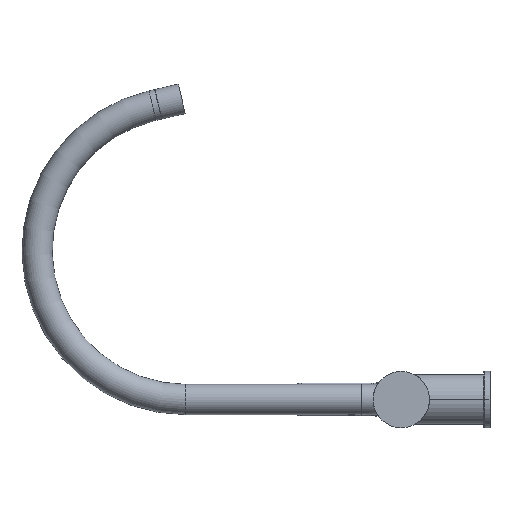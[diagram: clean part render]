
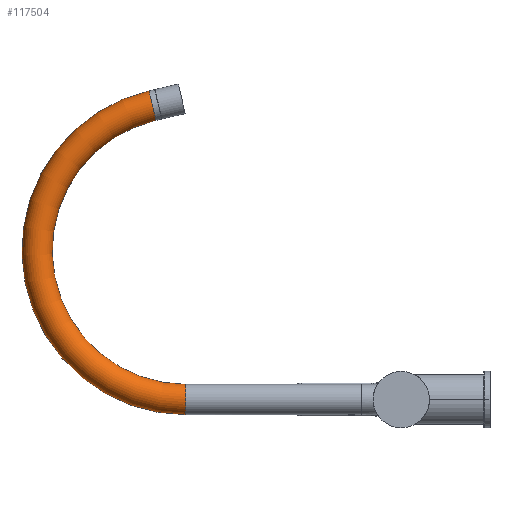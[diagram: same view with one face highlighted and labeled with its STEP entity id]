
A CAD part, left-side view. The second image highlights one B-rep face of the part: STEP entity #117504.
In plain terms, the highlighted toroidal (fillet/blend) face has major radius 118 mm and minor radius 12 mm.
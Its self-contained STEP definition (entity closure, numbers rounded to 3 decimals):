
#102057=CARTESIAN_POINT('',(0.,197.1,
232.976));
#102058=DIRECTION('',(0.,-0.974,0.225));
#102059=DIRECTION('',(0.,0.225,0.974));
#102060=AXIS2_PLACEMENT_3D('',#102057,#102058,#102059);
#102066=CARTESIAN_POINT('',(0.,170.555,0.));
#102067=DIRECTION('',(0.,1.,0.));
#102068=DIRECTION('',(0.,0.,-1.));
#102069=AXIS2_PLACEMENT_3D('',#102066,#102067,#102068);
#102071=CARTESIAN_POINT('',(0.,170.555,118.));
#102072=DIRECTION('',(1.,0.,0.));
#102073=DIRECTION('',(0.,0.,-1.));
#102074=AXIS2_PLACEMENT_3D('',#102071,#102072,#102073);
#106818=CARTESIAN_POINT('',(0.,170.555,118.));
#106819=DIRECTION('',(1.,0.,0.));
#106820=DIRECTION('',(0.,0.,-1.));
#106821=AXIS2_PLACEMENT_3D('',#106818,#106819,#106820);
#108760=CARTESIAN_POINT('',(0.,170.555,12.));
#108761=CARTESIAN_POINT('',(0.,170.555,-12.));
#108762=VERTEX_POINT('',#108760);
#108763=VERTEX_POINT('',#108761);
#108764=CARTESIAN_POINT('',(0.,194.4,
221.283));
#108765=CARTESIAN_POINT('',(0.,199.799,
244.668));
#108766=VERTEX_POINT('',#108764);
#108767=VERTEX_POINT('',#108765);
#117490=CARTESIAN_POINT('',(0.,170.555,118.));
#117491=DIRECTION('',(1.,0.,0.));
#117492=DIRECTION('',(0.,0.,1.));
#117493=AXIS2_PLACEMENT_3D('',#117490,#117491,#117492);
#117494=TOROIDAL_SURFACE('',#117493,118.,12.);
#117496=ORIENTED_EDGE('',*,*,#117495,.F.);
#117498=ORIENTED_EDGE('',*,*,#117497,.T.);
#117499=ORIENTED_EDGE('',*,*,#117477,.T.);
#117501=ORIENTED_EDGE('',*,*,#117500,.F.);
#117502=EDGE_LOOP('',(#117496,#117498,#117499,#117501));
#117503=FACE_OUTER_BOUND('',#117502,.F.);
#117504=ADVANCED_FACE('',(#117503),#117494,.T.);
#102061=CIRCLE('',#102060,12.);
#102070=CIRCLE('',#102069,12.);
#102075=CIRCLE('',#102074,130.);
#106822=CIRCLE('',#106821,106.);
#117477=EDGE_CURVE('',#108767,#108766,#102061,.T.);
#117495=EDGE_CURVE('',#108763,#108762,#102070,.T.);
#117497=EDGE_CURVE('',#108763,#108767,#102075,.T.);
#117500=EDGE_CURVE('',#108762,#108766,#106822,.T.);
